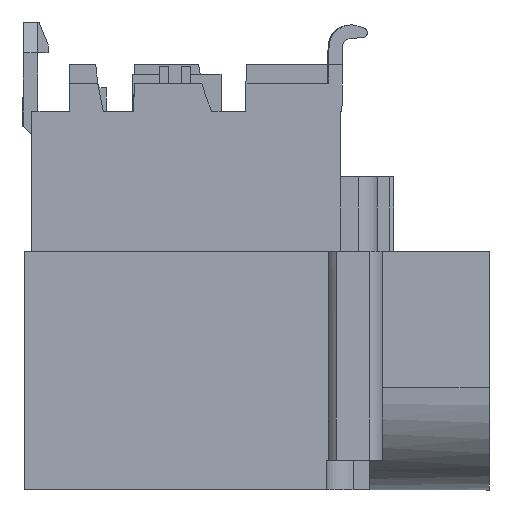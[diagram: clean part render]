
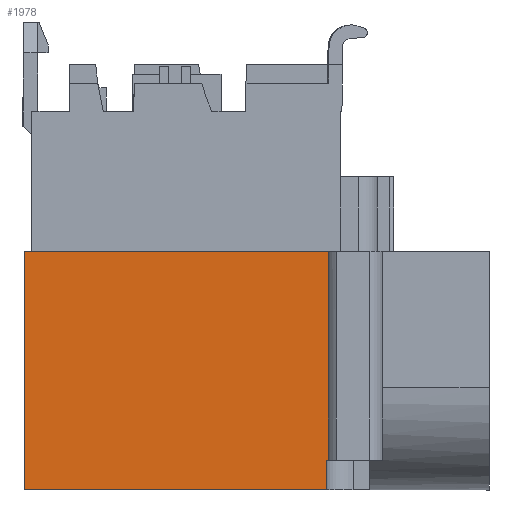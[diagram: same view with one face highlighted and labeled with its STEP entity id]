
A CAD part, left-side view. The second image highlights one B-rep face of the part: STEP entity #1978.
In plain terms, the highlighted planar face has unit normal (-1, 0, 0).
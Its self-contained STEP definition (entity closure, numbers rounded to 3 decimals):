
#135 = DIRECTION ( 'NONE',  ( 0., 0., 1. ) ) ;
#169 = DIRECTION ( 'NONE',  ( 0., 1., 0. ) ) ;
#210 = CARTESIAN_POINT ( 'NONE',  ( -71.45, -17.674, -50.75 ) ) ;
#470 = ORIENTED_EDGE ( 'NONE', *, *, #7456, .T. ) ;
#639 = VECTOR ( 'NONE', #2453, 1000. ) ;
#852 = ORIENTED_EDGE ( 'NONE', *, *, #5957, .T. ) ;
#1184 = LINE ( 'NONE', #6275, #8633 ) ;
#1265 = VERTEX_POINT ( 'NONE', #7763 ) ;
#1412 = VERTEX_POINT ( 'NONE', #2785 ) ;
#1473 = CARTESIAN_POINT ( 'NONE',  ( -71.45, -17.674, -50.75 ) ) ;
#1612 = LINE ( 'NONE', #6146, #3688 ) ;
#1616 = CARTESIAN_POINT ( 'NONE',  ( -71.45, -17.674, -46.75 ) ) ;
#1650 = VERTEX_POINT ( 'NONE', #1616 ) ;
#1716 = CARTESIAN_POINT ( 'NONE',  ( -71.45, 22.85, -46.75 ) ) ;
#1882 = DIRECTION ( 'NONE',  ( 0., 1., 0. ) ) ;
#1917 = CARTESIAN_POINT ( 'NONE',  ( -71.45, 21.85, -18.75 ) ) ;
#1978 = ADVANCED_FACE ( 'NONE', ( #10040 ), #4507, .F. ) ;
#2106 = DIRECTION ( 'NONE',  ( 1., 0., 0. ) ) ;
#2156 = CARTESIAN_POINT ( 'NONE',  ( -71.45, 22.85, -18.75 ) ) ;
#2453 = DIRECTION ( 'NONE',  ( 0., 0., 1. ) ) ;
#2785 = CARTESIAN_POINT ( 'NONE',  ( -71.45, -17.859, -46.75 ) ) ;
#3163 = VECTOR ( 'NONE', #5771, 1000. ) ;
#3247 = EDGE_CURVE ( 'NONE', #1412, #1650, #10547, .T. ) ;
#3285 = VERTEX_POINT ( 'NONE', #1917 ) ;
#3319 = ORIENTED_EDGE ( 'NONE', *, *, #4431, .F. ) ;
#3666 = DIRECTION ( 'NONE',  ( 0., 1., 0. ) ) ;
#3688 = VECTOR ( 'NONE', #3666, 1000. ) ;
#4015 = CARTESIAN_POINT ( 'NONE',  ( -71.45, -17.859, -46.75 ) ) ;
#4068 = EDGE_CURVE ( 'NONE', #7667, #1265, #1184, .T. ) ;
#4431 = EDGE_CURVE ( 'NONE', #1265, #6927, #6886, .T. ) ;
#4507 = PLANE ( 'NONE',  #9761 ) ;
#4573 = LINE ( 'NONE', #210, #5376 ) ;
#4648 = CARTESIAN_POINT ( 'NONE',  ( -71.45, -17.859, -46.75 ) ) ;
#5372 = CARTESIAN_POINT ( 'NONE',  ( -71.45, -17.859, -18.75 ) ) ;
#5376 = VECTOR ( 'NONE', #135, 1000. ) ;
#5496 = VERTEX_POINT ( 'NONE', #8782 ) ;
#5771 = DIRECTION ( 'NONE',  ( 0., 0., 1. ) ) ;
#5957 = EDGE_CURVE ( 'NONE', #3285, #6927, #9016, .T. ) ;
#6146 = CARTESIAN_POINT ( 'NONE',  ( -71.45, -17.859, -18.75 ) ) ;
#6162 = DIRECTION ( 'NONE',  ( 0., 1., 0. ) ) ;
#6196 = ORIENTED_EDGE ( 'NONE', *, *, #4068, .F. ) ;
#6262 = ORIENTED_EDGE ( 'NONE', *, *, #7724, .T. ) ;
#6275 = CARTESIAN_POINT ( 'NONE',  ( -71.45, -17.674, -50.75 ) ) ;
#6616 = ORIENTED_EDGE ( 'NONE', *, *, #3247, .F. ) ;
#6886 = LINE ( 'NONE', #1716, #639 ) ;
#6927 = VERTEX_POINT ( 'NONE', #2156 ) ;
#6976 = CARTESIAN_POINT ( 'NONE',  ( -71.45, -17.859, -46.75 ) ) ;
#7278 = VECTOR ( 'NONE', #169, 1000. ) ;
#7456 = EDGE_CURVE ( 'NONE', #5496, #3285, #1612, .T. ) ;
#7667 = VERTEX_POINT ( 'NONE', #1473 ) ;
#7724 = EDGE_CURVE ( 'NONE', #1412, #5496, #9189, .T. ) ;
#7763 = CARTESIAN_POINT ( 'NONE',  ( -71.45, 22.85, -50.75 ) ) ;
#8111 = EDGE_LOOP ( 'NONE', ( #470, #852, #3319, #6196, #8520, #6616, #6262 ) ) ;
#8127 = VECTOR ( 'NONE', #1882, 1000. ) ;
#8520 = ORIENTED_EDGE ( 'NONE', *, *, #10382, .T. ) ;
#8633 = VECTOR ( 'NONE', #6162, 1000. ) ;
#8782 = CARTESIAN_POINT ( 'NONE',  ( -71.45, -17.859, -18.75 ) ) ;
#9016 = LINE ( 'NONE', #5372, #7278 ) ;
#9189 = LINE ( 'NONE', #4015, #3163 ) ;
#9761 = AXIS2_PLACEMENT_3D ( 'NONE', #4648, #2106, #10572 ) ;
#10040 = FACE_OUTER_BOUND ( 'NONE', #8111, .T. ) ;
#10382 = EDGE_CURVE ( 'NONE', #7667, #1650, #4573, .T. ) ;
#10547 = LINE ( 'NONE', #6976, #8127 ) ;
#10572 = DIRECTION ( 'NONE',  ( 0., 1., 0. ) ) ;
